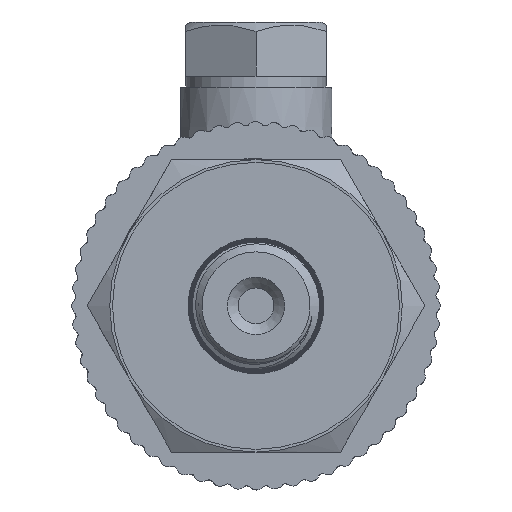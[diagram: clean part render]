
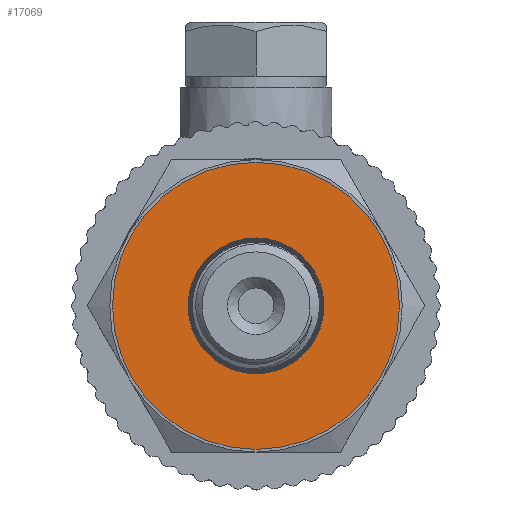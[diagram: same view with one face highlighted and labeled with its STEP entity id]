
A CAD part, left-side view. The second image highlights one B-rep face of the part: STEP entity #17069.
In plain terms, the highlighted planar face has unit normal (-1, 0, 0).
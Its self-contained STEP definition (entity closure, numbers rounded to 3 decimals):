
#644=PLANE('',#17930);
#809=FACE_BOUND('',#2218,.T.);
#1216=FACE_OUTER_BOUND('',#2217,.T.);
#2217=EDGE_LOOP('',(#12745));
#2218=EDGE_LOOP('',(#12746));
#2913=CIRCLE('',#17816,6.27);
#2949=CIRCLE('',#17921,13.25);
#6461=VERTEX_POINT('',#22983);
#7007=VERTEX_POINT('',#32360);
#8301=EDGE_CURVE('',#6461,#6461,#2913,.T.);
#9127=EDGE_CURVE('',#7007,#7007,#2949,.T.);
#12745=ORIENTED_EDGE('',*,*,#9127,.T.);
#12746=ORIENTED_EDGE('',*,*,#8301,.T.);
#17069=ADVANCED_FACE('',(#1216,#809),#644,.T.);
#17816=AXIS2_PLACEMENT_3D('',#22984,#18941,#18942);
#17921=AXIS2_PLACEMENT_3D('',#32361,#19432,#19433);
#17930=AXIS2_PLACEMENT_3D('',#33145,#19453,#19454);
#18941=DIRECTION('center_axis',(1.,0.,0.));
#18942=DIRECTION('ref_axis',(0.,0.,-1.));
#19432=DIRECTION('center_axis',(-1.,0.,0.));
#19433=DIRECTION('ref_axis',(0.,1.,0.));
#19453=DIRECTION('center_axis',(-1.,0.,0.));
#19454=DIRECTION('ref_axis',(0.,0.,1.));
#22983=CARTESIAN_POINT('',(-48.,-6.27,0.));
#22984=CARTESIAN_POINT('Origin',(-48.,0.,0.));
#32360=CARTESIAN_POINT('',(-48.,-13.25,0.));
#32361=CARTESIAN_POINT('Origin',(-48.,0.,0.));
#33145=CARTESIAN_POINT('Origin',(-48.,13.5,0.));
